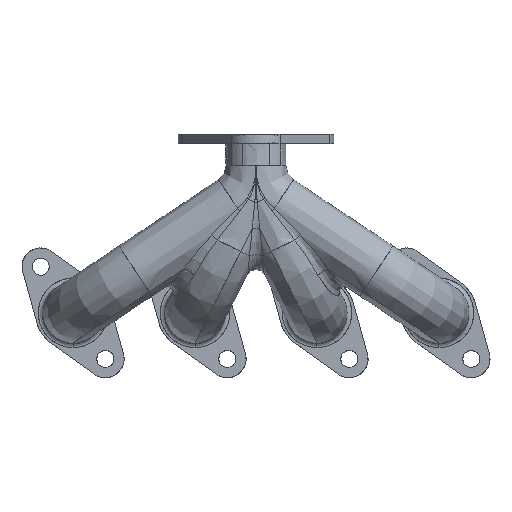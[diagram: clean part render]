
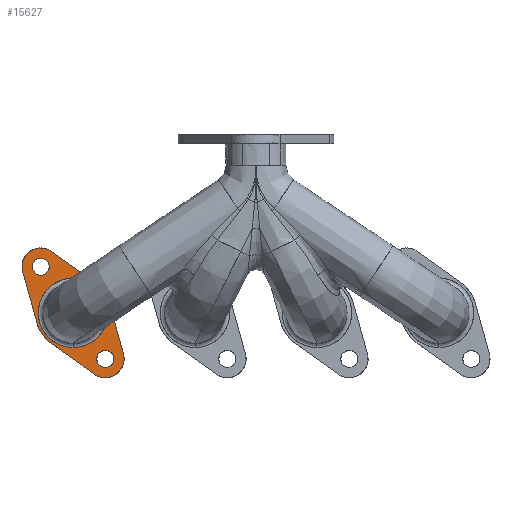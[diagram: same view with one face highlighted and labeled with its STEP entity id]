
A CAD part, top view. The second image highlights one B-rep face of the part: STEP entity #15627.
In plain terms, the highlighted free-form (B-spline) face has degree [1, 1] with [2, 2] control points.
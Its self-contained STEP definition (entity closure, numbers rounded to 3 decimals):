
#15627 = ADVANCED_FACE('',(#15628,#15690,#15712,#15734),#15756,.T.);
#15628 = FACE_BOUND('',#15629,.T.);
#15629 = EDGE_LOOP('',(#15630,#15640,#15647,#15655,#15662,#15670,#15677,
    #15685));
#15630 = ORIENTED_EDGE('',*,*,#15631,.F.);
#15631 = EDGE_CURVE('',#15632,#15634,#15636,.T.);
#15632 = VERTEX_POINT('',#15633);
#15633 = CARTESIAN_POINT('',(-25.041,-35.068,
    10.773));
#15634 = VERTEX_POINT('',#15635);
#15635 = CARTESIAN_POINT('',(-41.518,-11.536,
    10.773));
#15636 = ( BOUNDED_CURVE() B_SPLINE_CURVE(2,(#15637,#15638,#15639),
.UNSPECIFIED.,.F.,.F.) B_SPLINE_CURVE_WITH_KNOTS((3,3),(0.,
0.68),.PIECEWISE_BEZIER_KNOTS.) CURVE() 
GEOMETRIC_REPRESENTATION_ITEM() RATIONAL_B_SPLINE_CURVE((1.,
0.943,1.)) REPRESENTATION_ITEM('') );
#15637 = CARTESIAN_POINT('',(-25.041,-35.068,
    10.773));
#15638 = CARTESIAN_POINT('',(-37.439,-26.215,
    10.773));
#15639 = CARTESIAN_POINT('',(-41.518,-11.536,
    10.773));
#15640 = ORIENTED_EDGE('',*,*,#15641,.F.);
#15641 = EDGE_CURVE('',#15642,#15632,#15644,.T.);
#15642 = VERTEX_POINT('',#15643);
#15643 = CARTESIAN_POINT('',(24.554,-70.481,
    10.773));
#15644 = B_SPLINE_CURVE_WITH_KNOTS('',1,(#15645,#15646),.UNSPECIFIED.,
  .F.,.F.,(2,2),(0.,56.569),.PIECEWISE_BEZIER_KNOTS.);
#15645 = CARTESIAN_POINT('',(24.554,-70.481,
    10.773));
#15646 = CARTESIAN_POINT('',(-25.041,-35.068,
    10.773));
#15647 = ORIENTED_EDGE('',*,*,#15648,.F.);
#15648 = EDGE_CURVE('',#15649,#15642,#15651,.T.);
#15649 = VERTEX_POINT('',#15650);
#15650 = CARTESIAN_POINT('',(57.833,-47.179,
    10.773));
#15651 = ( BOUNDED_CURVE() B_SPLINE_CURVE(2,(#15652,#15653,#15654),
.UNSPECIFIED.,.F.,.F.) B_SPLINE_CURVE_WITH_KNOTS((3,3),(
0.,2.462),.PIECEWISE_BEZIER_KNOTS.) CURVE() 
GEOMETRIC_REPRESENTATION_ITEM() RATIONAL_B_SPLINE_CURVE((1.,
0.333,1.)) REPRESENTATION_ITEM('') );
#15652 = CARTESIAN_POINT('',(57.833,-47.179,
    10.773));
#15653 = CARTESIAN_POINT('',(74.148,-105.894,
    10.773));
#15654 = CARTESIAN_POINT('',(24.554,-70.481,
    10.773));
#15655 = ORIENTED_EDGE('',*,*,#15656,.F.);
#15656 = EDGE_CURVE('',#15657,#15649,#15659,.T.);
#15657 = VERTEX_POINT('',#15658);
#15658 = CARTESIAN_POINT('',(41.518,11.536,
    10.773));
#15659 = B_SPLINE_CURVE_WITH_KNOTS('',1,(#15660,#15661),.UNSPECIFIED.,
  .F.,.F.,(2,2),(0.,56.569),.PIECEWISE_BEZIER_KNOTS.);
#15660 = CARTESIAN_POINT('',(41.518,11.536,
    10.773));
#15661 = CARTESIAN_POINT('',(57.833,-47.179,
    10.773));
#15662 = ORIENTED_EDGE('',*,*,#15663,.F.);
#15663 = EDGE_CURVE('',#15664,#15657,#15666,.T.);
#15664 = VERTEX_POINT('',#15665);
#15665 = CARTESIAN_POINT('',(25.041,35.068,
    10.773));
#15666 = ( BOUNDED_CURVE() B_SPLINE_CURVE(2,(#15667,#15668,#15669),
.UNSPECIFIED.,.F.,.F.) B_SPLINE_CURVE_WITH_KNOTS((3,3),(0.,
0.68),.PIECEWISE_BEZIER_KNOTS.) CURVE() 
GEOMETRIC_REPRESENTATION_ITEM() RATIONAL_B_SPLINE_CURVE((1.,
0.943,1.)) REPRESENTATION_ITEM('') );
#15667 = CARTESIAN_POINT('',(25.041,35.068,
    10.773));
#15668 = CARTESIAN_POINT('',(37.439,26.215,
    10.773));
#15669 = CARTESIAN_POINT('',(41.518,11.536,
    10.773));
#15670 = ORIENTED_EDGE('',*,*,#15671,.F.);
#15671 = EDGE_CURVE('',#15672,#15664,#15674,.T.);
#15672 = VERTEX_POINT('',#15673);
#15673 = CARTESIAN_POINT('',(-24.554,70.481,
    10.773));
#15674 = B_SPLINE_CURVE_WITH_KNOTS('',1,(#15675,#15676),.UNSPECIFIED.,
  .F.,.F.,(2,2),(0.,56.569),.PIECEWISE_BEZIER_KNOTS.);
#15675 = CARTESIAN_POINT('',(-24.554,70.481,
    10.773));
#15676 = CARTESIAN_POINT('',(25.041,35.068,
    10.773));
#15677 = ORIENTED_EDGE('',*,*,#15678,.F.);
#15678 = EDGE_CURVE('',#15679,#15672,#15681,.T.);
#15679 = VERTEX_POINT('',#15680);
#15680 = CARTESIAN_POINT('',(-57.833,47.179,
    10.773));
#15681 = ( BOUNDED_CURVE() B_SPLINE_CURVE(2,(#15682,#15683,#15684),
.UNSPECIFIED.,.F.,.F.) B_SPLINE_CURVE_WITH_KNOTS((3,3),(
0.,2.462),.PIECEWISE_BEZIER_KNOTS.) CURVE() 
GEOMETRIC_REPRESENTATION_ITEM() RATIONAL_B_SPLINE_CURVE((1.,
0.333,1.)) REPRESENTATION_ITEM('') );
#15682 = CARTESIAN_POINT('',(-57.833,47.179,
    10.773));
#15683 = CARTESIAN_POINT('',(-74.148,105.894,
    10.773));
#15684 = CARTESIAN_POINT('',(-24.554,70.481,
    10.773));
#15685 = ORIENTED_EDGE('',*,*,#15686,.F.);
#15686 = EDGE_CURVE('',#15634,#15679,#15687,.T.);
#15687 = B_SPLINE_CURVE_WITH_KNOTS('',1,(#15688,#15689),.UNSPECIFIED.,
  .F.,.F.,(2,2),(0.,56.569),.PIECEWISE_BEZIER_KNOTS.);
#15688 = CARTESIAN_POINT('',(-41.518,-11.536,
    10.773));
#15689 = CARTESIAN_POINT('',(-57.833,47.179,
    10.773));
#15690 = FACE_BOUND('',#15691,.T.);
#15691 = EDGE_LOOP('',(#15692,#15704));
#15692 = ORIENTED_EDGE('',*,*,#15693,.F.);
#15693 = EDGE_CURVE('',#15694,#15696,#15698,.T.);
#15694 = VERTEX_POINT('',#15695);
#15695 = CARTESIAN_POINT('',(0.,39.859,
    10.773));
#15696 = VERTEX_POINT('',#15697);
#15697 = CARTESIAN_POINT('',(0.,-39.859,
    10.773));
#15698 = ( BOUNDED_CURVE() B_SPLINE_CURVE(2,(#15699,#15700,#15701,#15702
,#15703),.UNSPECIFIED.,.F.,.F.) B_SPLINE_CURVE_WITH_KNOTS((3,2,3),(0.,
1.571,3.142),.PIECEWISE_BEZIER_KNOTS.) CURVE() 
GEOMETRIC_REPRESENTATION_ITEM() RATIONAL_B_SPLINE_CURVE((1.,
0.707,1.,0.707,1.)) REPRESENTATION_ITEM('') );
#15699 = CARTESIAN_POINT('',(0.,39.859,
    10.773));
#15700 = CARTESIAN_POINT('',(-39.859,39.859,
    10.773));
#15701 = CARTESIAN_POINT('',(-39.859,0.,
    10.773));
#15702 = CARTESIAN_POINT('',(-39.859,-39.859,
    10.773));
#15703 = CARTESIAN_POINT('',(0.,-39.859,
    10.773));
#15704 = ORIENTED_EDGE('',*,*,#15705,.F.);
#15705 = EDGE_CURVE('',#15696,#15694,#15706,.T.);
#15706 = ( BOUNDED_CURVE() B_SPLINE_CURVE(2,(#15707,#15708,#15709,#15710
,#15711),.UNSPECIFIED.,.F.,.F.) B_SPLINE_CURVE_WITH_KNOTS((3,2,3),(0.,
1.571,3.142),.PIECEWISE_BEZIER_KNOTS.) CURVE() 
GEOMETRIC_REPRESENTATION_ITEM() RATIONAL_B_SPLINE_CURVE((1.,
0.707,1.,0.707,1.)) REPRESENTATION_ITEM('') );
#15707 = CARTESIAN_POINT('',(0.,-39.859,10.773));
#15708 = CARTESIAN_POINT('',(39.859,-39.859,
    10.773));
#15709 = CARTESIAN_POINT('',(39.859,0.,
    10.773));
#15710 = CARTESIAN_POINT('',(39.859,39.859,
    10.773));
#15711 = CARTESIAN_POINT('',(0.,39.859,
    10.773));
#15712 = FACE_BOUND('',#15713,.T.);
#15713 = EDGE_LOOP('',(#15714,#15726));
#15714 = ORIENTED_EDGE('',*,*,#15715,.F.);
#15715 = EDGE_CURVE('',#15716,#15718,#15720,.T.);
#15716 = VERTEX_POINT('',#15717);
#15717 = CARTESIAN_POINT('',(-46.769,52.947,
    10.773));
#15718 = VERTEX_POINT('',#15719);
#15719 = CARTESIAN_POINT('',(-27.378,52.947,
    10.773));
#15720 = ( BOUNDED_CURVE() B_SPLINE_CURVE(2,(#15721,#15722,#15723,#15724
,#15725),.UNSPECIFIED.,.F.,.F.) B_SPLINE_CURVE_WITH_KNOTS((3,2,3),(0.,
1.571,3.142),.PIECEWISE_BEZIER_KNOTS.) CURVE() 
GEOMETRIC_REPRESENTATION_ITEM() RATIONAL_B_SPLINE_CURVE((1.,
0.707,1.,0.707,1.)) REPRESENTATION_ITEM('') );
#15721 = CARTESIAN_POINT('',(-46.769,52.947,
    10.773));
#15722 = CARTESIAN_POINT('',(-46.769,43.252,
    10.773));
#15723 = CARTESIAN_POINT('',(-37.074,43.252,
    10.773));
#15724 = CARTESIAN_POINT('',(-27.378,43.252,
    10.773));
#15725 = CARTESIAN_POINT('',(-27.378,52.947,
    10.773));
#15726 = ORIENTED_EDGE('',*,*,#15727,.F.);
#15727 = EDGE_CURVE('',#15718,#15716,#15728,.T.);
#15728 = ( BOUNDED_CURVE() B_SPLINE_CURVE(2,(#15729,#15730,#15731,#15732
,#15733),.UNSPECIFIED.,.F.,.F.) B_SPLINE_CURVE_WITH_KNOTS((3,2,3),(0.,
1.571,3.142),.PIECEWISE_BEZIER_KNOTS.) CURVE() 
GEOMETRIC_REPRESENTATION_ITEM() RATIONAL_B_SPLINE_CURVE((1.,
0.707,1.,0.707,1.)) REPRESENTATION_ITEM('') );
#15729 = CARTESIAN_POINT('',(-27.378,52.947,
    10.773));
#15730 = CARTESIAN_POINT('',(-27.378,62.642,
    10.773));
#15731 = CARTESIAN_POINT('',(-37.074,62.642,
    10.773));
#15732 = CARTESIAN_POINT('',(-46.769,62.642,
    10.773));
#15733 = CARTESIAN_POINT('',(-46.769,52.947,
    10.773));
#15734 = FACE_BOUND('',#15735,.T.);
#15735 = EDGE_LOOP('',(#15736,#15748));
#15736 = ORIENTED_EDGE('',*,*,#15737,.F.);
#15737 = EDGE_CURVE('',#15738,#15740,#15742,.T.);
#15738 = VERTEX_POINT('',#15739);
#15739 = CARTESIAN_POINT('',(27.378,-52.947,
    10.773));
#15740 = VERTEX_POINT('',#15741);
#15741 = CARTESIAN_POINT('',(46.769,-52.947,
    10.773));
#15742 = ( BOUNDED_CURVE() B_SPLINE_CURVE(2,(#15743,#15744,#15745,#15746
,#15747),.UNSPECIFIED.,.F.,.F.) B_SPLINE_CURVE_WITH_KNOTS((3,2,3),(0.,
1.571,3.142),.PIECEWISE_BEZIER_KNOTS.) CURVE() 
GEOMETRIC_REPRESENTATION_ITEM() RATIONAL_B_SPLINE_CURVE((1.,
0.707,1.,0.707,1.)) REPRESENTATION_ITEM('') );
#15743 = CARTESIAN_POINT('',(27.378,-52.947,
    10.773));
#15744 = CARTESIAN_POINT('',(27.378,-62.642,
    10.773));
#15745 = CARTESIAN_POINT('',(37.074,-62.642,
    10.773));
#15746 = CARTESIAN_POINT('',(46.769,-62.642,
    10.773));
#15747 = CARTESIAN_POINT('',(46.769,-52.947,
    10.773));
#15748 = ORIENTED_EDGE('',*,*,#15749,.F.);
#15749 = EDGE_CURVE('',#15740,#15738,#15750,.T.);
#15750 = ( BOUNDED_CURVE() B_SPLINE_CURVE(2,(#15751,#15752,#15753,#15754
,#15755),.UNSPECIFIED.,.F.,.F.) B_SPLINE_CURVE_WITH_KNOTS((3,2,3),(0.,
1.571,3.142),.PIECEWISE_BEZIER_KNOTS.) CURVE() 
GEOMETRIC_REPRESENTATION_ITEM() RATIONAL_B_SPLINE_CURVE((1.,
0.707,1.,0.707,1.)) REPRESENTATION_ITEM('') );
#15751 = CARTESIAN_POINT('',(46.769,-52.947,
    10.773));
#15752 = CARTESIAN_POINT('',(46.769,-43.252,
    10.773));
#15753 = CARTESIAN_POINT('',(37.074,-43.252,
    10.773));
#15754 = CARTESIAN_POINT('',(27.378,-43.252,
    10.773));
#15755 = CARTESIAN_POINT('',(27.378,-52.947,
    10.773));
#15756 = B_SPLINE_SURFACE_WITH_KNOTS('',1,1,(
    (#15757,#15758)
    ,(#15759,#15760
    )),.UNSPECIFIED.,.F.,.F.,.F.,(2,2),(2,2),(-54.415,54.415),
  (-69.149,69.149),.PIECEWISE_BEZIER_KNOTS.);
#15757 = CARTESIAN_POINT('',(-58.619,-74.493,
    10.773));
#15758 = CARTESIAN_POINT('',(-58.619,74.493,
    10.773));
#15759 = CARTESIAN_POINT('',(58.619,-74.493,
    10.773));
#15760 = CARTESIAN_POINT('',(58.619,74.493,
    10.773));
